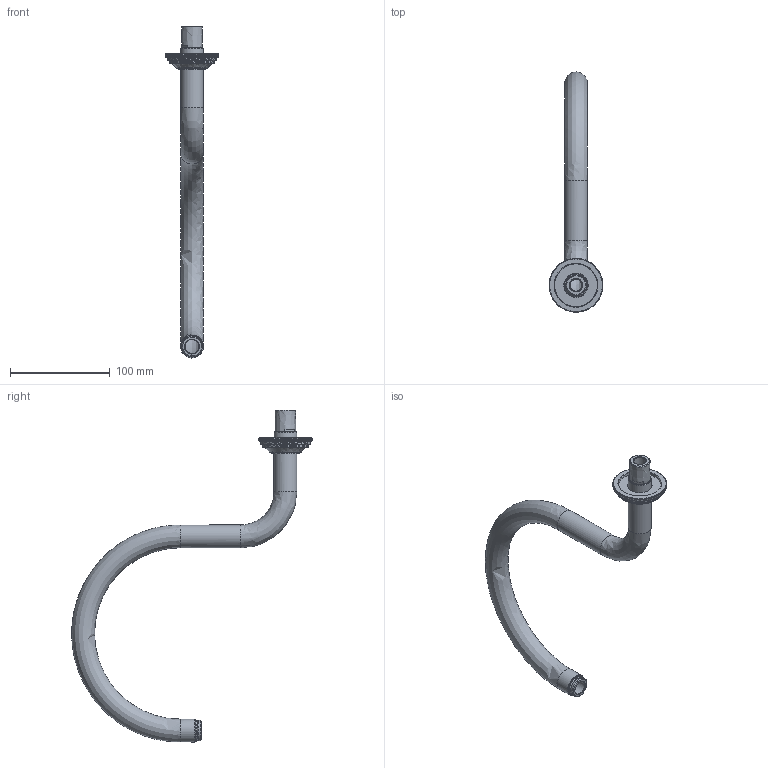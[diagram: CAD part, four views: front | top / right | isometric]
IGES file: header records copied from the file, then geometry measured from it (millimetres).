
Global section: file name: V6K621-A; native system: Autodesk Inventor 2024; preprocessor: unknown; author: camerond; date: 20251104.095016; units: millimetre
Bounding box: 54 x 241.7 x 333.48 mm (x, y, z)
Volume: 95721.2 mm3; surface area: 83379.8 mm2
Topology: 6 solids, 6 shells, 720 faces, 1613 edges, 915 vertices
Faces by surface type: bspline 720
